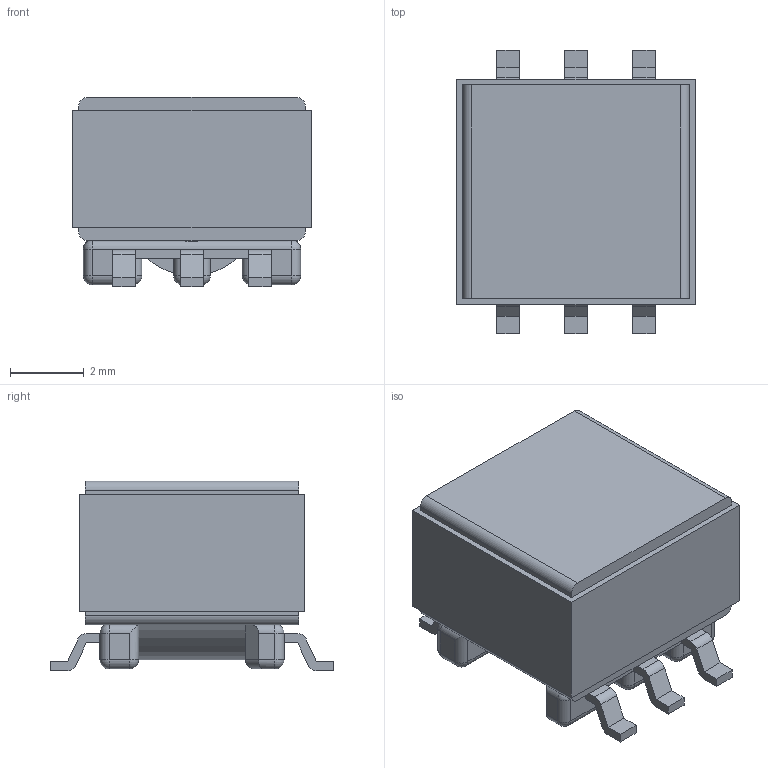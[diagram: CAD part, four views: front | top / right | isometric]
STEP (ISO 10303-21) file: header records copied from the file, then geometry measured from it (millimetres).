
FILE_DESCRIPTION(/* description */ ('Unknown'),/* implementation_level */ '2;1');
FILE_NAME(/* name */ 'T_Wurth_WE-IBTI-EP5_L6.6W8.26H5.59',/* time_stamp */ '2025-12-25T14:40:51+08:00',/* author */ ('Unknown'),/* organization */ ('Unknown'),/* preprocessor_version */ 'ST-DEVELOPER v19.4',/* originating_system */ 'Solid Edge',/* authorisation */ 'Unknown');
FILE_SCHEMA (('AUTOMOTIVE_DESIGN {1 0 10303 214 3 1 1}'));
Length unit declared in the file: millimetre
Products named in the file (2): T_Wurth_WE-IBTI-EP5_L6.6W8.26H5.59
Assembly tree (1 placements, depth 2):
  T_Wurth_WE-IBTI-EP5_L6.6W8.26H5.59
    T_Wurth_WE-IBTI-EP5_L6.6W8.26H5.59
Bounding box: 6.47 x 7.7 x 5.15 mm (x, y, z)
Volume: 161.9 mm3; surface area: 396.6 mm2
Topology: 1 solids, 2 shells, 252 faces, 679 edges, 401 vertices
Faces by surface type: plane 132, cylinder 93, sphere 27
Entity records: 9444 total; most frequent: CARTESIAN_POINT 1379, DIRECTION 1338, ORIENTED_EDGE 1312, EDGE_CURVE 656, AXIS2_PLACEMENT_3D 447, LINE 444, VECTOR 444, VERTEX_POINT 401
